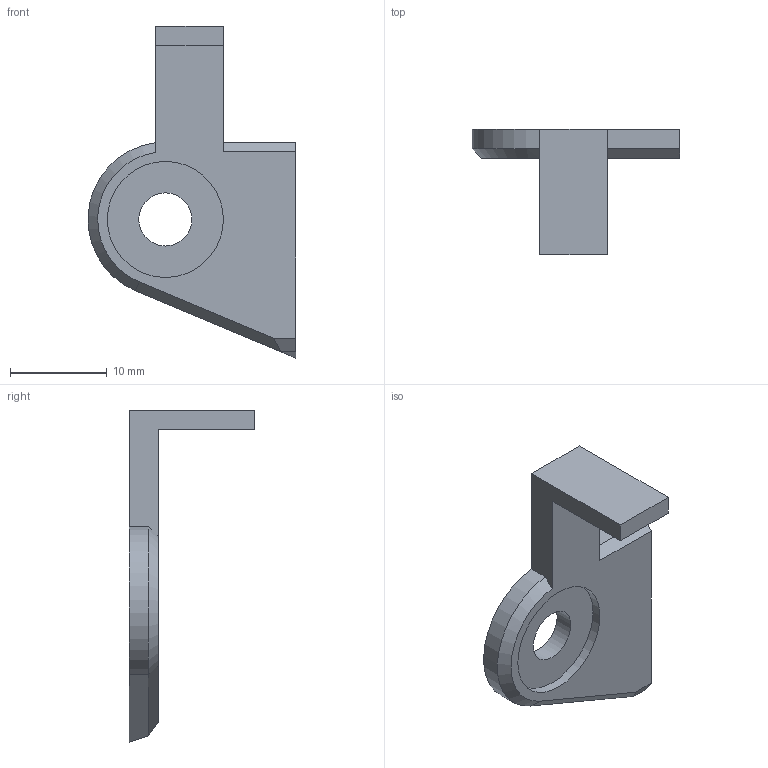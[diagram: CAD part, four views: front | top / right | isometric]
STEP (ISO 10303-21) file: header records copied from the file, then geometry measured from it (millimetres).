
FILE_DESCRIPTION(/* description */ (''),/* implementation_level */ '2;1');
FILE_NAME(/* name */ 'EndStop Y stop.step',/* time_stamp */ '2018-05-07T10:37:58+02:00',/* author */ (''),/* organization */ (''),/* preprocessor_version */ 'ST-DEVELOPER v17',/* originating_system */ 'Autodesk Translation Framework v7.1.0.215',/* authorisation */ '');
FILE_SCHEMA (('AUTOMOTIVE_DESIGN { 1 0 10303 214 3 1 1 }'));
Length unit declared in the file: millimetre
Products named in the file (1): Y EndStop STOP
Bounding box: 21.49 x 13 x 34.33 mm (x, y, z)
Volume: 1301.1 mm3; surface area: 1371.1 mm2
Topology: 1 solids, 1 shells, 19 faces, 45 edges, 29 vertices
Faces by surface type: plane 15, cylinder 3, cone 1
Full cylindrical faces by diameter (mm): 5.5 x1, 12 x1
Entity records: 578 total; most frequent: CARTESIAN_POINT 96, DIRECTION 91, ORIENTED_EDGE 90, EDGE_CURVE 45, LINE 37, VECTOR 37, VERTEX_POINT 29, AXIS2_PLACEMENT_3D 27
